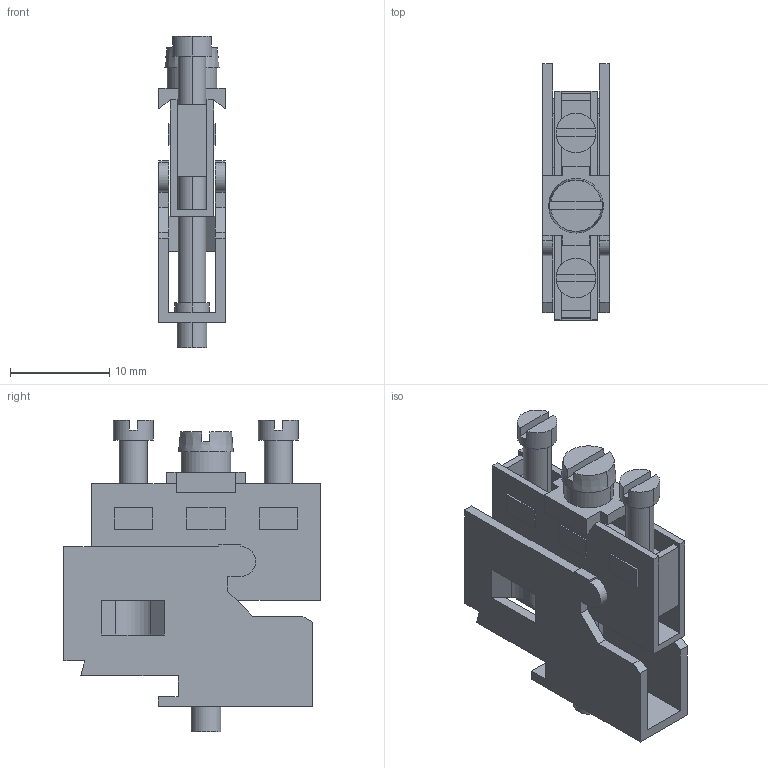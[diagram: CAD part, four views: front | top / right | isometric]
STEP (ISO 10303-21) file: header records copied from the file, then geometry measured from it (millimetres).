
FILE_DESCRIPTION(('Creo Elements/Direct Modeling STEP Export'),'2;1');
FILE_NAME('model.stp','2020-09-04T 0:59:11',(''),(''),'Creo Elements/Direct Modeling STEP processor for AP214 (Solid Model)','Creo Elements/Direct Modeling 20.1A 29-Sep-2018 (C) Parametric Technology GmbH','');
FILE_SCHEMA(('AUTOMOTIVE_DESIGN { 1 0 10303 214 1 1 1 1 }'));
Length unit declared in the file: millimetre
Products named in the file (2): SLK_4_EX-select
Assembly tree (1 placements, depth 2):
  SLK_4_EX-select
    SLK_4_EX-select
Bounding box: 6.7 x 25.79 x 31.37 mm (x, y, z)
Volume: 1905.6 mm3; surface area: 3397.9 mm2
Topology: 1 solids, 1 shells, 170 faces, 464 edges, 302 vertices
Faces by surface type: plane 142, cylinder 26, cone 2
Entity records: 6564 total; most frequent: CARTESIAN_POINT 944, ORIENTED_EDGE 928, DIRECTION 785, EDGE_CURVE 464, VECTOR 383, LINE 383, VERTEX_POINT 302, AXIS2_PLACEMENT_3D 201
